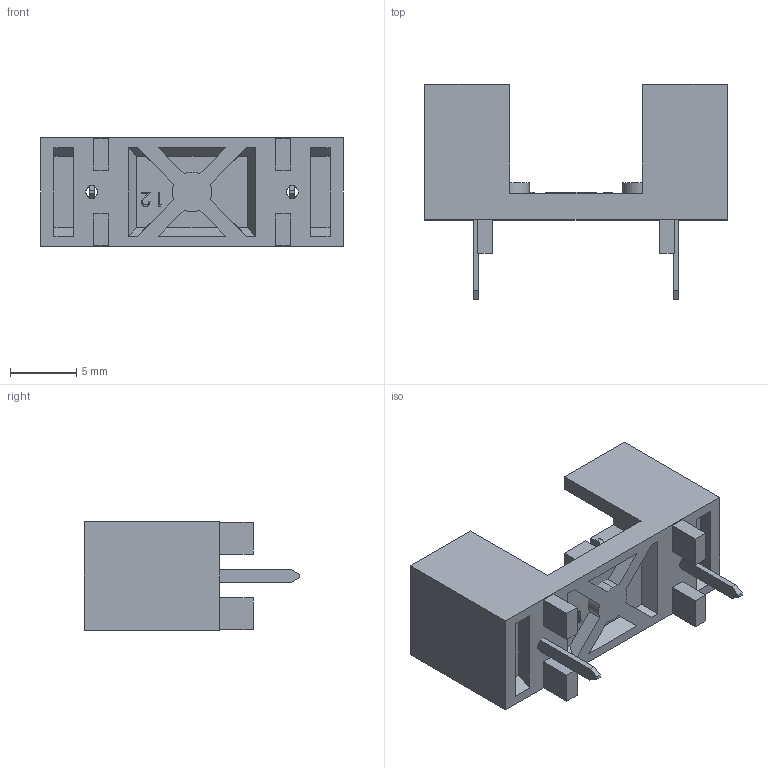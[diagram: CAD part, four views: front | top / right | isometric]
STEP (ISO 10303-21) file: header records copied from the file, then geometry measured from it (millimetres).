
FILE_DESCRIPTION (( 'STEP AP214' ), '1' );
FILE_NAME ('Fuse Holder.STEP', '2019-10-31T09:50:19', ( '' ), ( '' ), 'SwSTEP 2.0', 'SolidWorks 2016', '' );
FILE_SCHEMA (( 'AUTOMOTIVE_DESIGN' ));
Length unit declared in the file: millimetre
Products named in the file (3): Fuse Holder-A; Fuse Holder; Fuse Holder-B
Assembly tree (3 placements, depth 2):
  Fuse Holder
    Fuse Holder-A
    Fuse Holder-B  x2
Bounding box: 22.8 x 16.2 x 8.2 mm (x, y, z)
Volume: 746.8 mm3; surface area: 1587.2 mm2
Topology: 3 solids, 3 shells, 281 faces, 756 edges, 504 vertices
Faces by surface type: plane 206, cylinder 42, bspline 33
Entity records: 10736 total; most frequent: CARTESIAN_POINT 4138, ORIENTED_EDGE 1344, DIRECTION 1138, EDGE_CURVE 672, VECTOR 522, LINE 522, VERTEX_POINT 448, AXIS2_PLACEMENT_3D 308
